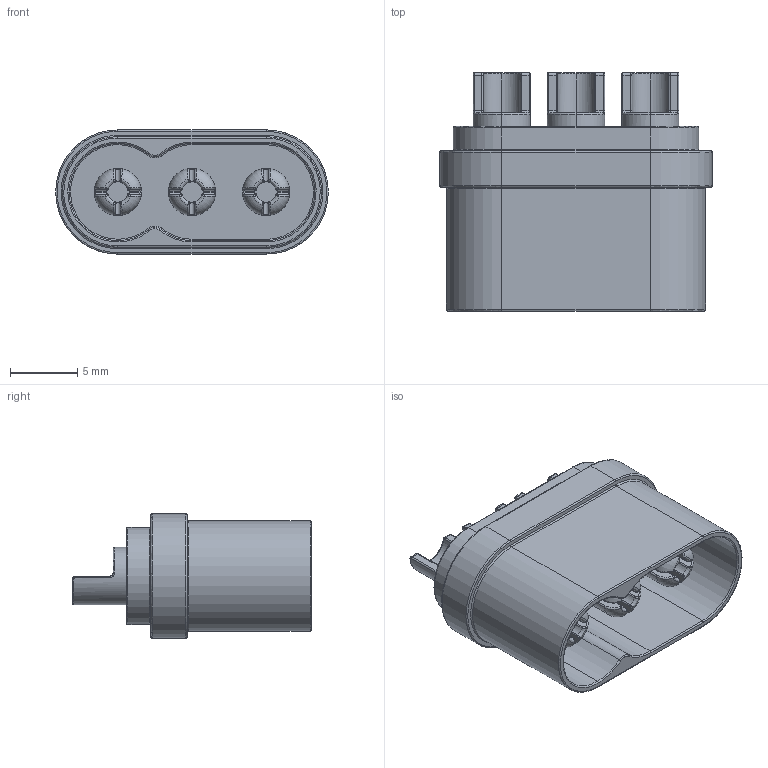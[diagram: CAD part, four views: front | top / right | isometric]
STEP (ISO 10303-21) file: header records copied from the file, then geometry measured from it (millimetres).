
FILE_DESCRIPTION (( 'STEP AP214' ), '1' );
FILE_NAME ('Amass MR60 Male.STEP', '2023-07-21T14:46:43', ( '' ), ( '' ), 'SwSTEP 2.0', 'SolidWorks 2022', '' );
FILE_SCHEMA (( 'AUTOMOTIVE_DESIGN' ));
Length unit declared in the file: millimetre
Products named in the file (3): Pin; Amass MR60 Male; Plug
Assembly tree (4 placements, depth 2):
  Amass MR60 Male
    Plug
    Pin  x3
Bounding box: 20.2 x 17.7 x 9.2 mm (x, y, z)
Volume: 989.3 mm3; surface area: 2371.5 mm2
Topology: 4 solids, 4 shells, 462 faces, 1081 edges, 622 vertices
Faces by surface type: bspline 214, cylinder 169, plane 61, torus 12, cone 6
Entity records: 11270 total; most frequent: CARTESIAN_POINT 4589, ORIENTED_EDGE 994, DIRECTION 699, EDGE_CURVE 497, VERTEX_POINT 290, AXIS2_PLACEMENT_3D 277, EDGE_LOOP 227, UNCERTAINTY_MEASURE_WITH_UNIT 223
